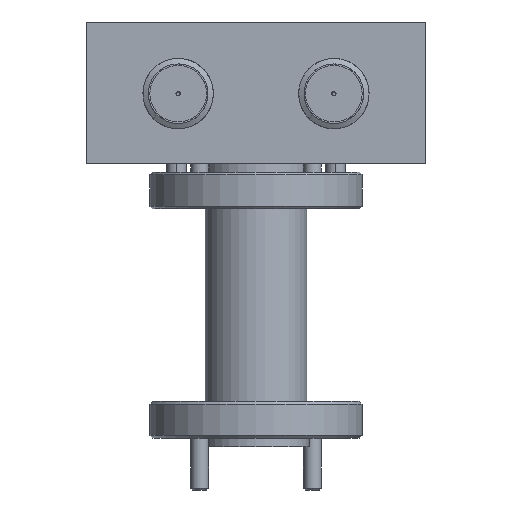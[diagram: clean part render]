
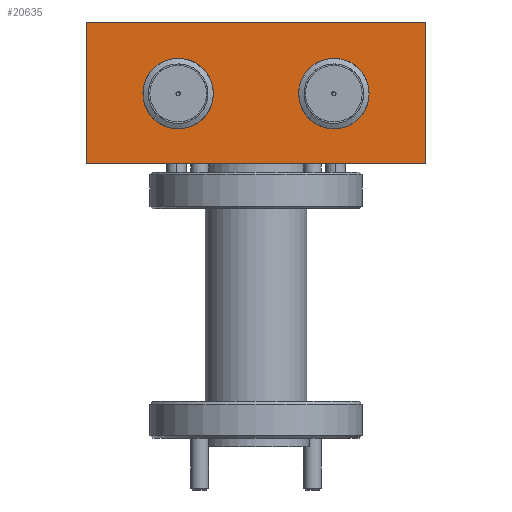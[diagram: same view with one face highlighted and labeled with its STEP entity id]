
A CAD part, front view. The second image highlights one B-rep face of the part: STEP entity #20635.
In plain terms, the highlighted planar face has unit normal (0, -1, 0).
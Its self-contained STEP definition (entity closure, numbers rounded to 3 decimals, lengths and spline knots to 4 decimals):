
#1187 = CARTESIAN_POINT ( 'NONE',  ( -1.0113, -0.4191, -0.0617 ) ) ;
#1561 = CARTESIAN_POINT ( 'NONE',  ( -0.4613, -0.4191, 0.0488 ) ) ;
#1694 = DIRECTION ( 'NONE',  ( 0., -1., 0. ) ) ;
#3035 = DIRECTION ( 'NONE',  ( 0., 0., -1. ) ) ;
#3242 = ORIENTED_EDGE ( 'NONE', *, *, #23844, .T. ) ;
#3731 = VECTOR ( 'NONE', #27873, 39.3701 ) ;
#5805 = AXIS2_PLACEMENT_3D ( 'NONE', #1561, #35498, #27331 ) ;
#8788 = VERTEX_POINT ( 'NONE', #50483 ) ;
#9703 = ORIENTED_EDGE ( 'NONE', *, *, #37377, .F. ) ;
#9786 = CARTESIAN_POINT ( 'NONE',  ( -0.7363, -0.4191, 0.3018 ) ) ;
#10336 = EDGE_LOOP ( 'NONE', ( #11755, #39108, #46899, #3242 ) ) ;
#10548 = CARTESIAN_POINT ( 'NONE',  ( -0.1363, -0.4191, 0.3018 ) ) ;
#11755 = ORIENTED_EDGE ( 'NONE', *, *, #53144, .T. ) ;
#12134 = ORIENTED_EDGE ( 'NONE', *, *, #35780, .F. ) ;
#13612 = CARTESIAN_POINT ( 'NONE',  ( -1.0113, -0.4191, 0.0488 ) ) ;
#15882 = CARTESIAN_POINT ( 'NONE',  ( -0.4613, -0.4191, 0.0488 ) ) ;
#16044 = LINE ( 'NONE', #54669, #30262 ) ;
#17612 = CARTESIAN_POINT ( 'NONE',  ( -0.1363, -0.4191, -0.1982 ) ) ;
#17775 = CIRCLE ( 'NONE', #23514, 0.1105 ) ;
#19254 = DIRECTION ( 'NONE',  ( 0., 0., -1. ) ) ;
#19274 = PLANE ( 'NONE',  #47475 ) ;
#20582 = AXIS2_PLACEMENT_3D ( 'NONE', #15882, #54868, #28793 ) ;
#20635 = ADVANCED_FACE ( 'NONE', ( #51855, #28695, #36865 ), #19274, .T. ) ;
#21071 = CARTESIAN_POINT ( 'NONE',  ( -1.3363, -0.4191, -0.1982 ) ) ;
#21465 = AXIS2_PLACEMENT_3D ( 'NONE', #36177, #1694, #27650 ) ;
#21483 = EDGE_CURVE ( 'NONE', #45932, #46850, #52567, .T. ) ;
#21716 = CARTESIAN_POINT ( 'NONE',  ( -0.4613, -0.4191, 0.1593 ) ) ;
#22374 = EDGE_CURVE ( 'NONE', #44073, #39651, #17775, .T. ) ;
#23514 = AXIS2_PLACEMENT_3D ( 'NONE', #13612, #30698, #48208 ) ;
#23544 = CARTESIAN_POINT ( 'NONE',  ( -0.1363, -0.4191, -0.1982 ) ) ;
#23844 = EDGE_CURVE ( 'NONE', #27422, #8788, #27846, .T. ) ;
#24028 = DIRECTION ( 'NONE',  ( 1., 0., 0. ) ) ;
#25649 = ORIENTED_EDGE ( 'NONE', *, *, #21483, .F. ) ;
#27331 = DIRECTION ( 'NONE',  ( 0., 0., -1. ) ) ;
#27422 = VERTEX_POINT ( 'NONE', #29486 ) ;
#27650 = DIRECTION ( 'NONE',  ( 0., 0., -1. ) ) ;
#27846 = LINE ( 'NONE', #9786, #50990 ) ;
#27873 = DIRECTION ( 'NONE',  ( -1., 0., 0. ) ) ;
#28695 = FACE_BOUND ( 'NONE', #33507, .T. ) ;
#28793 = DIRECTION ( 'NONE',  ( 0., 0., -1. ) ) ;
#29486 = CARTESIAN_POINT ( 'NONE',  ( -0.1363, -0.4191, 0.3018 ) ) ;
#29828 = EDGE_CURVE ( 'NONE', #32712, #31089, #42413, .T. ) ;
#29870 = CARTESIAN_POINT ( 'NONE',  ( -0.4613, -0.4191, -0.0617 ) ) ;
#30262 = VECTOR ( 'NONE', #3035, 39.3701 ) ;
#30698 = DIRECTION ( 'NONE',  ( 0., -1., 0. ) ) ;
#31089 = VERTEX_POINT ( 'NONE', #21071 ) ;
#32230 = EDGE_LOOP ( 'NONE', ( #41579, #9703 ) ) ;
#32266 = CIRCLE ( 'NONE', #21465, 0.1105 ) ;
#32712 = VERTEX_POINT ( 'NONE', #17612 ) ;
#33507 = EDGE_LOOP ( 'NONE', ( #12134, #25649 ) ) ;
#35498 = DIRECTION ( 'NONE',  ( 0., -1., 0. ) ) ;
#35780 = EDGE_CURVE ( 'NONE', #46850, #45932, #47376, .T. ) ;
#36177 = CARTESIAN_POINT ( 'NONE',  ( -1.0113, -0.4191, 0.0488 ) ) ;
#36865 = FACE_OUTER_BOUND ( 'NONE', #10336, .T. ) ;
#37377 = EDGE_CURVE ( 'NONE', #39651, #44073, #32266, .T. ) ;
#39108 = ORIENTED_EDGE ( 'NONE', *, *, #29828, .F. ) ;
#39651 = VERTEX_POINT ( 'NONE', #52091 ) ;
#40094 = DIRECTION ( 'NONE',  ( -1., 0., 0. ) ) ;
#41579 = ORIENTED_EDGE ( 'NONE', *, *, #22374, .F. ) ;
#42413 = LINE ( 'NONE', #23544, #3731 ) ;
#43160 = LINE ( 'NONE', #10548, #48669 ) ;
#44073 = VERTEX_POINT ( 'NONE', #1187 ) ;
#45932 = VERTEX_POINT ( 'NONE', #21716 ) ;
#46850 = VERTEX_POINT ( 'NONE', #29870 ) ;
#46899 = ORIENTED_EDGE ( 'NONE', *, *, #53713, .F. ) ;
#47376 = CIRCLE ( 'NONE', #5805, 0.1105 ) ;
#47475 = AXIS2_PLACEMENT_3D ( 'NONE', #49700, #49883, #24028 ) ;
#48208 = DIRECTION ( 'NONE',  ( 0., 0., -1. ) ) ;
#48669 = VECTOR ( 'NONE', #19254, 39.3701 ) ;
#49700 = CARTESIAN_POINT ( 'NONE',  ( -0.7363, -0.4191, 0.3018 ) ) ;
#49883 = DIRECTION ( 'NONE',  ( 0., -1., 0. ) ) ;
#50483 = CARTESIAN_POINT ( 'NONE',  ( -1.3363, -0.4191, 0.3018 ) ) ;
#50990 = VECTOR ( 'NONE', #40094, 39.3701 ) ;
#51855 = FACE_BOUND ( 'NONE', #32230, .T. ) ;
#52091 = CARTESIAN_POINT ( 'NONE',  ( -1.0113, -0.4191, 0.1593 ) ) ;
#52567 = CIRCLE ( 'NONE', #20582, 0.1105 ) ;
#53144 = EDGE_CURVE ( 'NONE', #8788, #31089, #16044, .T. ) ;
#53713 = EDGE_CURVE ( 'NONE', #27422, #32712, #43160, .T. ) ;
#54669 = CARTESIAN_POINT ( 'NONE',  ( -1.3363, -0.4191, 0.3018 ) ) ;
#54868 = DIRECTION ( 'NONE',  ( 0., -1., 0. ) ) ;
